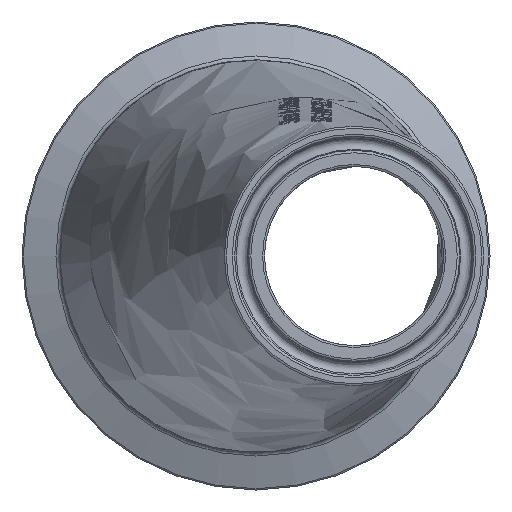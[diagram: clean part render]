
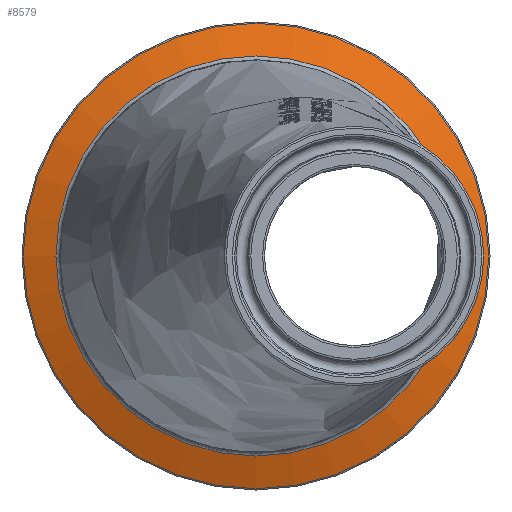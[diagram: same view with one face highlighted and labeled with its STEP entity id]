
A CAD part, left-side view. The second image highlights one B-rep face of the part: STEP entity #8579.
In plain terms, the highlighted conical face has half-angle 70 degrees and reference radius 41.777 mm.
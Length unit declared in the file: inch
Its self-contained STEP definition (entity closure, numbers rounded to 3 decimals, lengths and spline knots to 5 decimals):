
#13=CONICAL_SURFACE('',#8937,1.64475,70.);
#551=FACE_BOUND('',#1558,.T.);
#1033=FACE_OUTER_BOUND('',#1557,.T.);
#1557=EDGE_LOOP('',(#7952));
#1558=EDGE_LOOP('',(#7953));
#3271=CIRCLE('',#8936,1.77963);
#3272=CIRCLE('',#8938,1.52961);
#4141=VERTEX_POINT('',#19051);
#4142=VERTEX_POINT('',#19054);
#5425=EDGE_CURVE('',#4141,#4141,#3271,.T.);
#5426=EDGE_CURVE('',#4142,#4142,#3272,.T.);
#7952=ORIENTED_EDGE('',*,*,#5426,.F.);
#7953=ORIENTED_EDGE('',*,*,#5425,.F.);
#8579=ADVANCED_FACE('',(#1033,#551),#13,.T.);
#8936=AXIS2_PLACEMENT_3D('',#19052,#10061,#10062);
#8937=AXIS2_PLACEMENT_3D('',#19053,#10063,#10064);
#8938=AXIS2_PLACEMENT_3D('',#19055,#10065,#10066);
#10061=DIRECTION('center_axis',(1.,0.,0.));
#10062=DIRECTION('ref_axis',(0.,-1.,0.));
#10063=DIRECTION('center_axis',(1.,0.,0.));
#10064=DIRECTION('ref_axis',(0.,1.,0.));
#10065=DIRECTION('center_axis',(-1.,0.,0.));
#10066=DIRECTION('ref_axis',(0.,-1.,0.));
#19051=CARTESIAN_POINT('',(6.38441,2.52963,0.));
#19052=CARTESIAN_POINT('Origin',(6.38441,0.75,0.));
#19053=CARTESIAN_POINT('Origin',(6.33532,0.75,0.));
#19054=CARTESIAN_POINT('',(6.29341,2.27961,0.));
#19055=CARTESIAN_POINT('Origin',(6.29341,0.75,0.));
